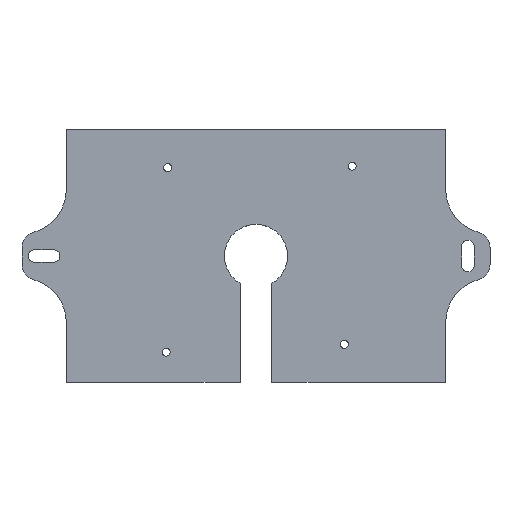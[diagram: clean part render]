
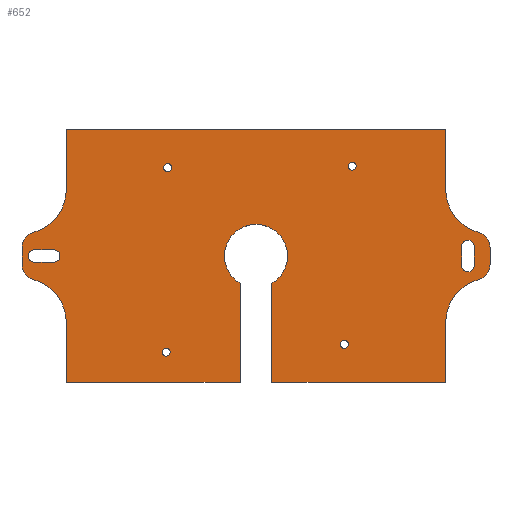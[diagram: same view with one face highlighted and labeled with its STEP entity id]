
A CAD part, top view. The second image highlights one B-rep face of the part: STEP entity #652.
In plain terms, the highlighted planar face has unit normal (0, 0, 1).
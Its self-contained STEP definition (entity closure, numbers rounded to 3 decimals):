
#15=FACE_BOUND('',#80,.T.);
#16=FACE_BOUND('',#81,.T.);
#17=FACE_BOUND('',#82,.T.);
#18=FACE_BOUND('',#83,.T.);
#19=FACE_BOUND('',#84,.T.);
#20=FACE_BOUND('',#85,.T.);
#27=PLANE('',#702);
#45=FACE_OUTER_BOUND('',#79,.T.);
#79=EDGE_LOOP('',(#446,#447,#448,#449,#450,#451,#452,#453,#454,#455,#456,
#457,#458,#459,#460,#461,#462,#463,#464,#465));
#80=EDGE_LOOP('',(#466,#467,#468,#469));
#81=EDGE_LOOP('',(#470,#471,#472,#473));
#82=EDGE_LOOP('',(#474));
#83=EDGE_LOOP('',(#475));
#84=EDGE_LOOP('',(#476));
#85=EDGE_LOOP('',(#477));
#126=LINE('',#979,#188);
#127=LINE('',#985,#189);
#128=LINE('',#987,#190);
#129=LINE('',#989,#191);
#130=LINE('',#993,#192);
#131=LINE('',#995,#193);
#132=LINE('',#997,#194);
#133=LINE('',#1003,#195);
#134=LINE('',#1009,#196);
#135=LINE('',#1011,#197);
#136=LINE('',#1013,#198);
#137=LINE('',#1017,#199);
#138=LINE('',#1021,#200);
#139=LINE('',#1025,#201);
#140=LINE('',#1029,#202);
#188=VECTOR('',#779,10.);
#189=VECTOR('',#784,10.);
#190=VECTOR('',#785,10.);
#191=VECTOR('',#786,10.);
#192=VECTOR('',#789,10.);
#193=VECTOR('',#790,10.);
#194=VECTOR('',#791,10.);
#195=VECTOR('',#796,10.);
#196=VECTOR('',#801,10.);
#197=VECTOR('',#802,10.);
#198=VECTOR('',#803,10.);
#199=VECTOR('',#806,10.);
#200=VECTOR('',#809,10.);
#201=VECTOR('',#812,10.);
#202=VECTOR('',#815,10.);
#249=CIRCLE('',#701,5.);
#250=CIRCLE('',#703,5.);
#251=CIRCLE('',#704,14.);
#252=CIRCLE('',#705,10.);
#253=CIRCLE('',#706,14.);
#254=CIRCLE('',#707,5.);
#255=CIRCLE('',#708,5.);
#256=CIRCLE('',#709,14.);
#257=CIRCLE('',#710,14.);
#258=CIRCLE('',#711,2.);
#259=CIRCLE('',#712,2.);
#260=CIRCLE('',#713,2.);
#261=CIRCLE('',#714,2.);
#262=CIRCLE('',#715,1.265);
#263=CIRCLE('',#716,1.265);
#264=CIRCLE('',#717,1.265);
#265=CIRCLE('',#718,1.265);
#284=VERTEX_POINT('',#972);
#285=VERTEX_POINT('',#974);
#286=VERTEX_POINT('',#978);
#287=VERTEX_POINT('',#980);
#288=VERTEX_POINT('',#982);
#289=VERTEX_POINT('',#984);
#290=VERTEX_POINT('',#986);
#291=VERTEX_POINT('',#988);
#292=VERTEX_POINT('',#990);
#293=VERTEX_POINT('',#992);
#294=VERTEX_POINT('',#994);
#295=VERTEX_POINT('',#996);
#296=VERTEX_POINT('',#998);
#297=VERTEX_POINT('',#1000);
#298=VERTEX_POINT('',#1002);
#299=VERTEX_POINT('',#1004);
#300=VERTEX_POINT('',#1006);
#301=VERTEX_POINT('',#1008);
#302=VERTEX_POINT('',#1010);
#303=VERTEX_POINT('',#1012);
#304=VERTEX_POINT('',#1015);
#305=VERTEX_POINT('',#1016);
#306=VERTEX_POINT('',#1018);
#307=VERTEX_POINT('',#1020);
#308=VERTEX_POINT('',#1023);
#309=VERTEX_POINT('',#1024);
#310=VERTEX_POINT('',#1026);
#311=VERTEX_POINT('',#1028);
#312=VERTEX_POINT('',#1031);
#313=VERTEX_POINT('',#1033);
#314=VERTEX_POINT('',#1035);
#315=VERTEX_POINT('',#1037);
#348=EDGE_CURVE('',#284,#285,#249,.T.);
#350=EDGE_CURVE('',#284,#286,#126,.T.);
#351=EDGE_CURVE('',#287,#286,#250,.T.);
#352=EDGE_CURVE('',#288,#287,#251,.T.);
#353=EDGE_CURVE('',#289,#288,#127,.T.);
#354=EDGE_CURVE('',#289,#290,#128,.T.);
#355=EDGE_CURVE('',#290,#291,#129,.T.);
#356=EDGE_CURVE('',#291,#292,#252,.T.);
#357=EDGE_CURVE('',#292,#293,#130,.T.);
#358=EDGE_CURVE('',#293,#294,#131,.T.);
#359=EDGE_CURVE('',#295,#294,#132,.T.);
#360=EDGE_CURVE('',#296,#295,#253,.T.);
#361=EDGE_CURVE('',#297,#296,#254,.T.);
#362=EDGE_CURVE('',#298,#297,#133,.T.);
#363=EDGE_CURVE('',#299,#298,#255,.T.);
#364=EDGE_CURVE('',#300,#299,#256,.T.);
#365=EDGE_CURVE('',#301,#300,#134,.T.);
#366=EDGE_CURVE('',#301,#302,#135,.T.);
#367=EDGE_CURVE('',#303,#302,#136,.T.);
#368=EDGE_CURVE('',#285,#303,#257,.T.);
#369=EDGE_CURVE('',#304,#305,#137,.T.);
#370=EDGE_CURVE('',#305,#306,#258,.T.);
#371=EDGE_CURVE('',#306,#307,#138,.T.);
#372=EDGE_CURVE('',#307,#304,#259,.T.);
#373=EDGE_CURVE('',#308,#309,#139,.T.);
#374=EDGE_CURVE('',#309,#310,#260,.T.);
#375=EDGE_CURVE('',#310,#311,#140,.T.);
#376=EDGE_CURVE('',#311,#308,#261,.T.);
#377=EDGE_CURVE('',#312,#312,#262,.T.);
#378=EDGE_CURVE('',#313,#313,#263,.T.);
#379=EDGE_CURVE('',#314,#314,#264,.T.);
#380=EDGE_CURVE('',#315,#315,#265,.T.);
#446=ORIENTED_EDGE('',*,*,#348,.F.);
#447=ORIENTED_EDGE('',*,*,#350,.T.);
#448=ORIENTED_EDGE('',*,*,#351,.F.);
#449=ORIENTED_EDGE('',*,*,#352,.F.);
#450=ORIENTED_EDGE('',*,*,#353,.F.);
#451=ORIENTED_EDGE('',*,*,#354,.T.);
#452=ORIENTED_EDGE('',*,*,#355,.T.);
#453=ORIENTED_EDGE('',*,*,#356,.T.);
#454=ORIENTED_EDGE('',*,*,#357,.T.);
#455=ORIENTED_EDGE('',*,*,#358,.T.);
#456=ORIENTED_EDGE('',*,*,#359,.F.);
#457=ORIENTED_EDGE('',*,*,#360,.F.);
#458=ORIENTED_EDGE('',*,*,#361,.F.);
#459=ORIENTED_EDGE('',*,*,#362,.F.);
#460=ORIENTED_EDGE('',*,*,#363,.F.);
#461=ORIENTED_EDGE('',*,*,#364,.F.);
#462=ORIENTED_EDGE('',*,*,#365,.F.);
#463=ORIENTED_EDGE('',*,*,#366,.T.);
#464=ORIENTED_EDGE('',*,*,#367,.F.);
#465=ORIENTED_EDGE('',*,*,#368,.F.);
#466=ORIENTED_EDGE('',*,*,#369,.T.);
#467=ORIENTED_EDGE('',*,*,#370,.T.);
#468=ORIENTED_EDGE('',*,*,#371,.T.);
#469=ORIENTED_EDGE('',*,*,#372,.T.);
#470=ORIENTED_EDGE('',*,*,#373,.T.);
#471=ORIENTED_EDGE('',*,*,#374,.T.);
#472=ORIENTED_EDGE('',*,*,#375,.T.);
#473=ORIENTED_EDGE('',*,*,#376,.T.);
#474=ORIENTED_EDGE('',*,*,#377,.T.);
#475=ORIENTED_EDGE('',*,*,#378,.T.);
#476=ORIENTED_EDGE('',*,*,#379,.T.);
#477=ORIENTED_EDGE('',*,*,#380,.T.);
#652=ADVANCED_FACE('',(#45,#15,#16,#17,#18,#19,#20),#27,.T.);
#701=AXIS2_PLACEMENT_3D('',#975,#774,#775);
#702=AXIS2_PLACEMENT_3D('',#977,#777,#778);
#703=AXIS2_PLACEMENT_3D('',#981,#780,#781);
#704=AXIS2_PLACEMENT_3D('',#983,#782,#783);
#705=AXIS2_PLACEMENT_3D('',#991,#787,#788);
#706=AXIS2_PLACEMENT_3D('',#999,#792,#793);
#707=AXIS2_PLACEMENT_3D('',#1001,#794,#795);
#708=AXIS2_PLACEMENT_3D('',#1005,#797,#798);
#709=AXIS2_PLACEMENT_3D('',#1007,#799,#800);
#710=AXIS2_PLACEMENT_3D('',#1014,#804,#805);
#711=AXIS2_PLACEMENT_3D('',#1019,#807,#808);
#712=AXIS2_PLACEMENT_3D('',#1022,#810,#811);
#713=AXIS2_PLACEMENT_3D('',#1027,#813,#814);
#714=AXIS2_PLACEMENT_3D('',#1030,#816,#817);
#715=AXIS2_PLACEMENT_3D('',#1032,#818,#819);
#716=AXIS2_PLACEMENT_3D('',#1034,#820,#821);
#717=AXIS2_PLACEMENT_3D('',#1036,#822,#823);
#718=AXIS2_PLACEMENT_3D('',#1038,#824,#825);
#774=DIRECTION('center_axis',(0.,0.,-1.));
#775=DIRECTION('ref_axis',(-0.795,0.607,0.));
#777=DIRECTION('center_axis',(0.,0.,1.));
#778=DIRECTION('ref_axis',(1.,0.,0.));
#779=DIRECTION('',(0.,-1.,0.));
#780=DIRECTION('center_axis',(0.,0.,-1.));
#781=DIRECTION('ref_axis',(-0.795,-0.607,0.));
#782=DIRECTION('center_axis',(0.,0.,1.));
#783=DIRECTION('ref_axis',(-1.,0.,0.));
#784=DIRECTION('',(0.,1.,0.));
#785=DIRECTION('',(1.,0.,0.));
#786=DIRECTION('',(0.,1.,0.));
#787=DIRECTION('center_axis',(0.,0.,-1.));
#788=DIRECTION('ref_axis',(-1.,0.,0.));
#789=DIRECTION('',(0.,-1.,0.));
#790=DIRECTION('',(1.,0.,0.));
#791=DIRECTION('',(0.,-1.,0.));
#792=DIRECTION('center_axis',(0.,0.,1.));
#793=DIRECTION('ref_axis',(-1.,0.,0.));
#794=DIRECTION('center_axis',(0.,0.,-1.));
#795=DIRECTION('ref_axis',(0.795,-0.607,0.));
#796=DIRECTION('',(0.,-1.,0.));
#797=DIRECTION('center_axis',(0.,0.,-1.));
#798=DIRECTION('ref_axis',(0.795,0.607,0.));
#799=DIRECTION('center_axis',(0.,0.,1.));
#800=DIRECTION('ref_axis',(-1.,0.,0.));
#801=DIRECTION('',(0.,-1.,0.));
#802=DIRECTION('',(-1.,0.,0.));
#803=DIRECTION('',(0.,1.,0.));
#804=DIRECTION('center_axis',(0.,0.,1.));
#805=DIRECTION('ref_axis',(-1.,0.,0.));
#806=DIRECTION('',(-1.,0.,0.));
#807=DIRECTION('center_axis',(0.,0.,-1.));
#808=DIRECTION('ref_axis',(-1.,0.,0.));
#809=DIRECTION('',(1.,0.,0.));
#810=DIRECTION('center_axis',(0.,0.,-1.));
#811=DIRECTION('ref_axis',(-1.,0.,0.));
#812=DIRECTION('',(0.,1.,0.));
#813=DIRECTION('center_axis',(0.,0.,-1.));
#814=DIRECTION('ref_axis',(-1.,0.,0.));
#815=DIRECTION('',(0.,-1.,0.));
#816=DIRECTION('center_axis',(0.,0.,-1.));
#817=DIRECTION('ref_axis',(-1.,0.,0.));
#818=DIRECTION('center_axis',(0.,0.,-1.));
#819=DIRECTION('ref_axis',(1.,0.,0.));
#820=DIRECTION('center_axis',(0.,0.,-1.));
#821=DIRECTION('ref_axis',(1.,0.,0.));
#822=DIRECTION('center_axis',(0.,0.,-1.));
#823=DIRECTION('ref_axis',(1.,0.,0.));
#824=DIRECTION('center_axis',(0.,0.,-1.));
#825=DIRECTION('ref_axis',(1.,0.,0.));
#972=CARTESIAN_POINT('',(-14.,42.67,4.));
#974=CARTESIAN_POINT('',(-10.316,47.493,4.));
#975=CARTESIAN_POINT('Origin',(-9.,42.67,4.));
#977=CARTESIAN_POINT('Origin',(60.,40.,4.));
#978=CARTESIAN_POINT('',(-14.,37.33,4.));
#979=CARTESIAN_POINT('',(-14.,47.,4.));
#980=CARTESIAN_POINT('',(-10.316,32.507,4.));
#981=CARTESIAN_POINT('Origin',(-9.,37.33,4.));
#982=CARTESIAN_POINT('',(0.,19.,4.));
#983=CARTESIAN_POINT('Origin',(-14.,19.,4.));
#984=CARTESIAN_POINT('',(0.,0.,4.));
#985=CARTESIAN_POINT('',(0.,50.,4.));
#986=CARTESIAN_POINT('',(55.,0.,4.));
#987=CARTESIAN_POINT('',(0.,0.,4.));
#988=CARTESIAN_POINT('',(55.,31.34,4.));
#989=CARTESIAN_POINT('',(55.,20.,4.));
#990=CARTESIAN_POINT('',(65.,31.34,4.));
#991=CARTESIAN_POINT('Origin',(60.,40.,4.));
#992=CARTESIAN_POINT('',(65.,0.,4.));
#993=CARTESIAN_POINT('',(65.,35.67,4.));
#994=CARTESIAN_POINT('',(120.,0.,4.));
#995=CARTESIAN_POINT('',(100.,0.,4.));
#996=CARTESIAN_POINT('',(120.,19.,4.));
#997=CARTESIAN_POINT('',(120.,30.,4.));
#998=CARTESIAN_POINT('',(130.316,32.507,4.));
#999=CARTESIAN_POINT('Origin',(134.,19.,4.));
#1000=CARTESIAN_POINT('',(134.,37.33,4.));
#1001=CARTESIAN_POINT('Origin',(129.,37.33,4.));
#1002=CARTESIAN_POINT('',(134.,42.67,4.));
#1003=CARTESIAN_POINT('',(134.,40.,4.));
#1004=CARTESIAN_POINT('',(130.316,47.493,4.));
#1005=CARTESIAN_POINT('Origin',(129.,42.67,4.));
#1006=CARTESIAN_POINT('',(120.,61.,4.));
#1007=CARTESIAN_POINT('Origin',(134.,61.,4.));
#1008=CARTESIAN_POINT('',(120.,80.,4.));
#1009=CARTESIAN_POINT('',(120.,30.,4.));
#1010=CARTESIAN_POINT('',(0.,80.,4.));
#1011=CARTESIAN_POINT('',(20.,80.,4.));
#1012=CARTESIAN_POINT('',(0.,61.,4.));
#1013=CARTESIAN_POINT('',(0.,50.,4.));
#1014=CARTESIAN_POINT('Origin',(-14.,61.,4.));
#1015=CARTESIAN_POINT('',(-4.,38.,4.));
#1016=CARTESIAN_POINT('',(-10.,38.,4.));
#1017=CARTESIAN_POINT('',(28.,38.,4.));
#1018=CARTESIAN_POINT('',(-10.,42.,4.));
#1019=CARTESIAN_POINT('Origin',(-10.,40.,4.));
#1020=CARTESIAN_POINT('',(-4.,42.,4.));
#1021=CARTESIAN_POINT('',(25.,42.,4.));
#1022=CARTESIAN_POINT('Origin',(-4.,40.,4.));
#1023=CARTESIAN_POINT('',(125.,37.,4.));
#1024=CARTESIAN_POINT('',(125.,43.,4.));
#1025=CARTESIAN_POINT('',(125.,38.5,4.));
#1026=CARTESIAN_POINT('',(129.,43.,4.));
#1027=CARTESIAN_POINT('Origin',(127.,43.,4.));
#1028=CARTESIAN_POINT('',(129.,37.,4.));
#1029=CARTESIAN_POINT('',(129.,41.5,4.));
#1030=CARTESIAN_POINT('Origin',(127.,37.,4.));
#1031=CARTESIAN_POINT('',(86.666,12.07,4.));
#1032=CARTESIAN_POINT('Origin',(87.93,12.07,4.));
#1033=CARTESIAN_POINT('',(30.805,67.931,4.));
#1034=CARTESIAN_POINT('Origin',(32.069,67.931,4.));
#1035=CARTESIAN_POINT('',(89.136,68.4,4.));
#1036=CARTESIAN_POINT('Origin',(90.4,68.4,4.));
#1037=CARTESIAN_POINT('',(30.336,9.6,4.));
#1038=CARTESIAN_POINT('Origin',(31.6,9.6,4.));
